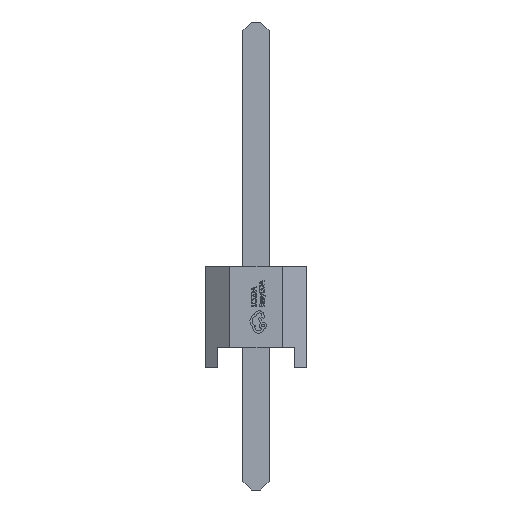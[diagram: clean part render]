
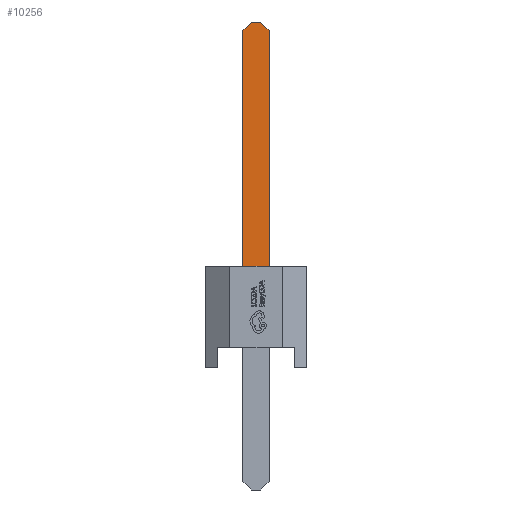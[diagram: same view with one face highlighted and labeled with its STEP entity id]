
A CAD part, left-side view. The second image highlights one B-rep face of the part: STEP entity #10256.
In plain terms, the highlighted planar face has unit normal (-1, 0, 0).
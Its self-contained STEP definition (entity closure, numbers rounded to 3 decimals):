
#58 = LINE ( 'NONE', #15159, #5016 ) ;
#617 = ORIENTED_EDGE ( 'NONE', *, *, #24224, .F. ) ;
#1195 = EDGE_CURVE ( 'NONE', #2982, #5568, #22551, .T. ) ;
#1598 = CARTESIAN_POINT ( 'NONE',  ( -13.02, 0.32, 8.3 ) ) ;
#1777 = VECTOR ( 'NONE', #4476, 1000. ) ;
#1870 = EDGE_CURVE ( 'NONE', #3150, #11956, #14424, .T. ) ;
#2019 = CARTESIAN_POINT ( 'NONE',  ( -13.02, 0.12, 8.5 ) ) ;
#2982 = VERTEX_POINT ( 'NONE', #2019 ) ;
#3150 = VERTEX_POINT ( 'NONE', #23695 ) ;
#3992 = LINE ( 'NONE', #15415, #18673 ) ;
#4104 = DIRECTION ( 'NONE',  ( 0., 1., 0. ) ) ;
#4247 = LINE ( 'NONE', #23676, #1777 ) ;
#4476 = DIRECTION ( 'NONE',  ( 0., 0.707, 0.707 ) ) ;
#4491 = CARTESIAN_POINT ( 'NONE',  ( -13.02, -0.32, -2.8 ) ) ;
#5016 = VECTOR ( 'NONE', #11527, 1000. ) ;
#5331 = FACE_OUTER_BOUND ( 'NONE', #24722, .T. ) ;
#5568 = VERTEX_POINT ( 'NONE', #14469 ) ;
#7521 = CARTESIAN_POINT ( 'NONE',  ( -13.02, 0.12, 8.5 ) ) ;
#8904 = CARTESIAN_POINT ( 'NONE',  ( -13.02, 0.32, 2.5 ) ) ;
#10031 = LINE ( 'NONE', #7521, #17845 ) ;
#10256 = ADVANCED_FACE ( 'NONE', ( #5331 ), #22406, .T. ) ;
#11106 = VERTEX_POINT ( 'NONE', #8904 ) ;
#11527 = DIRECTION ( 'NONE',  ( 0., 0., -1. ) ) ;
#11553 = CARTESIAN_POINT ( 'NONE',  ( -13.02, -0.12, 8.5 ) ) ;
#11956 = VERTEX_POINT ( 'NONE', #22926 ) ;
#12337 = ORIENTED_EDGE ( 'NONE', *, *, #23877, .T. ) ;
#13737 = ORIENTED_EDGE ( 'NONE', *, *, #1195, .T. ) ;
#14321 = VERTEX_POINT ( 'NONE', #11553 ) ;
#14419 = DIRECTION ( 'NONE',  ( 0., 0.707, -0.707 ) ) ;
#14424 = LINE ( 'NONE', #4491, #17510 ) ;
#14469 = CARTESIAN_POINT ( 'NONE',  ( -13.02, 0.32, 8.3 ) ) ;
#14872 = DIRECTION ( 'NONE',  ( 0., 0., 1. ) ) ;
#15159 = CARTESIAN_POINT ( 'NONE',  ( -13.02, 0.32, -2.8 ) ) ;
#15169 = DIRECTION ( 'NONE',  ( 0., 1., 0. ) ) ;
#15415 = CARTESIAN_POINT ( 'NONE',  ( -13.02, 0., 2.5 ) ) ;
#15798 = DIRECTION ( 'NONE',  ( 0., 0., 1. ) ) ;
#16318 = AXIS2_PLACEMENT_3D ( 'NONE', #16861, #20909, #14872 ) ;
#16340 = VECTOR ( 'NONE', #14419, 1000. ) ;
#16429 = ORIENTED_EDGE ( 'NONE', *, *, #1870, .T. ) ;
#16861 = CARTESIAN_POINT ( 'NONE',  ( -13.02, 0., 0. ) ) ;
#17083 = ORIENTED_EDGE ( 'NONE', *, *, #22243, .T. ) ;
#17510 = VECTOR ( 'NONE', #15798, 1000. ) ;
#17845 = VECTOR ( 'NONE', #15169, 1000. ) ;
#18673 = VECTOR ( 'NONE', #4104, 1000. ) ;
#19631 = EDGE_CURVE ( 'NONE', #11956, #14321, #4247, .T. ) ;
#20359 = ORIENTED_EDGE ( 'NONE', *, *, #19631, .T. ) ;
#20909 = DIRECTION ( 'NONE',  ( -1., 0., 0. ) ) ;
#22243 = EDGE_CURVE ( 'NONE', #5568, #11106, #58, .T. ) ;
#22406 = PLANE ( 'NONE',  #16318 ) ;
#22551 = LINE ( 'NONE', #1598, #16340 ) ;
#22926 = CARTESIAN_POINT ( 'NONE',  ( -13.02, -0.32, 8.3 ) ) ;
#23676 = CARTESIAN_POINT ( 'NONE',  ( -13.02, -0.32, 8.3 ) ) ;
#23695 = CARTESIAN_POINT ( 'NONE',  ( -13.02, -0.32, 2.5 ) ) ;
#23877 = EDGE_CURVE ( 'NONE', #14321, #2982, #10031, .T. ) ;
#24224 = EDGE_CURVE ( 'NONE', #3150, #11106, #3992, .T. ) ;
#24722 = EDGE_LOOP ( 'NONE', ( #617, #16429, #20359, #12337, #13737, #17083 ) ) ;
